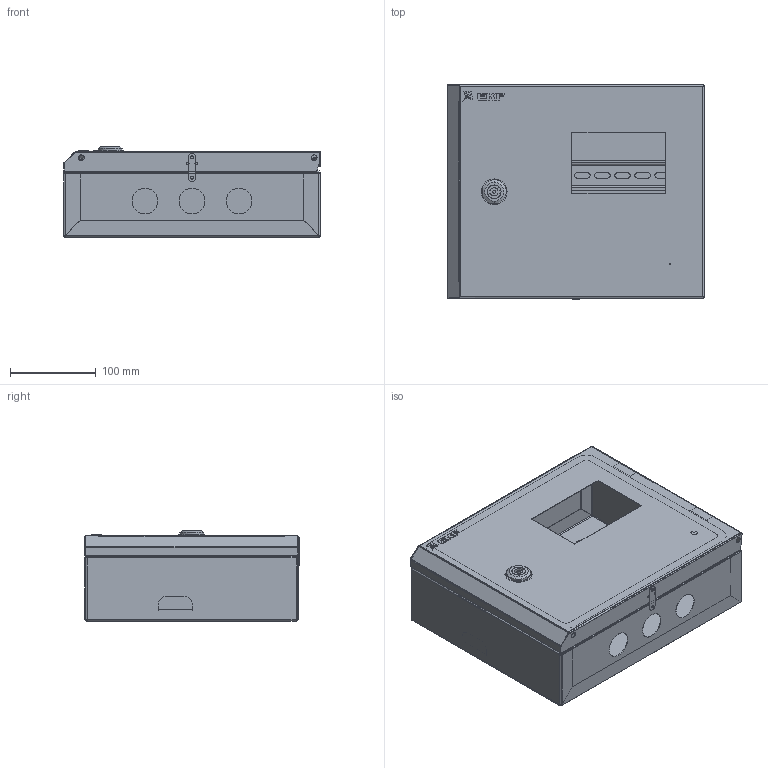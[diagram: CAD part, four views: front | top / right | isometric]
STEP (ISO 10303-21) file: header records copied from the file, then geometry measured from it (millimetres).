
FILE_DESCRIPTION (( 'STEP AP214' ), '1' );
FILE_NAME ('ÙÓ 1-1-0 ñ÷åò÷èê íà äèí-ðåéêó 250õ300õ100 iP54 ÌÈ-468.00.00.000 ÑÁ.STEP', '2017-08-29T11:17:20', ( 'Admin' ), ( '' ), 'SwSTEP 2.0', 'SolidWorks 2017', '' );
FILE_SCHEMA (( 'AUTOMOTIVE_DESIGN' ));
Length unit declared in the file: millimetre
Products named in the file (22): ﾄ粢 ﾌﾈ-468.02.00.001; Êîðïóñ â ñáîðå ÌÈ-468.01.00.000 ÑÁ; Ñòåíêà íèæíÿÿ â ñáîðå ÌÈ-468.01.02.000 ÑÁ; Ïåòëÿ ÌÈ-468.01.02.002; Ñòåíêà íèæíÿÿ ÌÈ-468.01.02.001; Ñòåíêà âåðõíÿÿ ÌÈ-468.01.00.001; Ñòåíêà çàäíÿÿ â ñáîðå ÌÈ-468.01.01.000 ÑÁ; split pin_din_DIN 94-4x56-C-St; Êðîíøòåéí 40õ40; cross ph tapping 968_din_Screw DIN 968-ST4.2x13-C-H-N; Øïèëüêà Ì6õ12; DIN-ðåéêà L=280; Ñòåíêà çàäíÿÿ ÌÈ-468.01.01.001; rivet 02_din_DIN 660-5x8-St-A-2; hex flange nut_din_Hexagon Flange Nut DIN 6923 - M6 - N; ÙÓ 1-1-0 ñ÷åò÷èê íà äèí-ðåéêó  250õ300õ100 iP54 ÌÈ-468.00.00.000 ÑÁ; Íàâåñêà íà êîðïóñ ïîä êëåïêó; Äâåðü â ñáîðå ÌÈ-468.02.00.000 ÑÁ; 呧蜦 3D; Ïåòëÿ íà äâåðü ï-îáðàçíàÿ; ÓÊ íà äâåðü; Çàìîê áîëüøîé
Assembly tree (32 placements, depth 4):
  ÙÓ 1-1-0 ñ÷åò÷èê íà äèí-ðåéêó  250õ300õ100 iP54 ÌÈ-468.00.00.000 ÑÁ
    Êîðïóñ â ñáîðå ÌÈ-468.01.00.000 ÑÁ
      Ñòåíêà çàäíÿÿ â ñáîðå ÌÈ-468.01.01.000 ÑÁ
        Ñòåíêà çàäíÿÿ ÌÈ-468.01.01.001
        Øïèëüêà Ì6õ12
        Êðîíøòåéí 40õ40  x2
      Ñòåíêà âåðõíÿÿ ÌÈ-468.01.00.001
      Ñòåíêà íèæíÿÿ â ñáîðå ÌÈ-468.01.02.000 ÑÁ
        Ñòåíêà íèæíÿÿ ÌÈ-468.01.02.001
        Ïåòëÿ ÌÈ-468.01.02.002
    Äâåðü â ñáîðå ÌÈ-468.02.00.000 ÑÁ
      ﾄ粢 ﾌﾈ-468.02.00.001
      Çàìîê áîëüøîé  x2
      ÓÊ íà äâåðü
      Øïèëüêà Ì6õ12
      Ïåòëÿ íà äâåðü ï-îáðàçíàÿ  x2
      呧蜦 3D
    Íàâåñêà íà êîðïóñ ïîä êëåïêó  x2
    hex flange nut_din_Hexagon Flange Nut DIN 6923 - M6 - N  x2
    rivet 02_din_DIN 660-5x8-St-A-2  x4
    DIN-ðåéêà L=280
    cross ph tapping 968_din_Screw DIN 968-ST4.2x13-C-H-N  x2
    split pin_din_DIN 94-4x56-C-St  x2
Bounding box: 300 x 250.4 x 105.24 mm (x, y, z)
Volume: 364767.5 mm3; surface area: 677122.9 mm2
Topology: 35 solids, 45 shells, 1115 faces, 2605 edges, 1602 vertices
Faces by surface type: plane 646, cylinder 359, torus 40, cone 36, bspline 30, sphere 4
Entity records: 26557 total; most frequent: CARTESIAN_POINT 5113, DIRECTION 3915, ORIENTED_EDGE 3714, EDGE_CURVE 1857, AXIS2_PLACEMENT_3D 1350, LINE 1215, VECTOR 1215, VERTEX_POINT 1138
